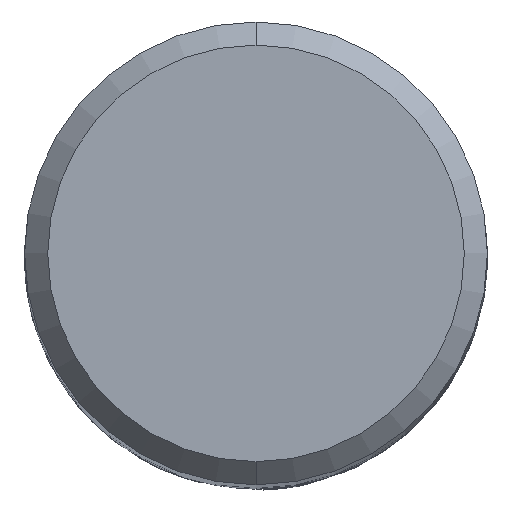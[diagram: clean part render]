
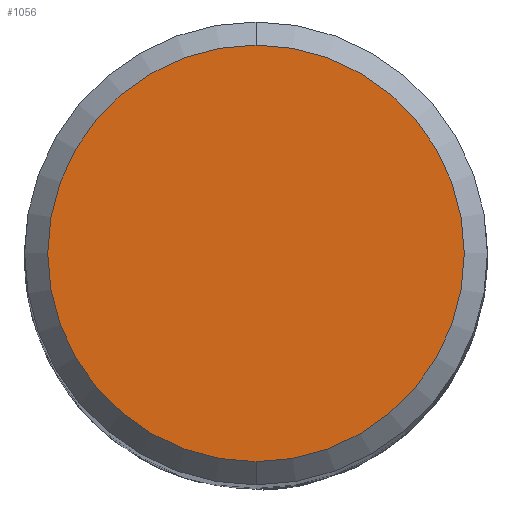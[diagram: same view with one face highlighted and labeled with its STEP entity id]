
A CAD part, top view. The second image highlights one B-rep face of the part: STEP entity #1056.
In plain terms, the highlighted planar face has unit normal (0, 0, 1).
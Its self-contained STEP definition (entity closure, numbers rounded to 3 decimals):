
#514=EDGE_CURVE('',#1152,#542,#1376,.T.);
#542=VERTEX_POINT('',#1408);
#1056=ADVANCED_FACE('',(#1967),#1968,.T.);
#1122=EDGE_CURVE('',#542,#1152,#2043,.T.);
#1152=VERTEX_POINT('',#2077);
#1376=CIRCLE('',#2674,4.5);
#1408=CARTESIAN_POINT('',(0.,-4.5,0.0));
#1967=FACE_OUTER_BOUND('',#6812,.T.);
#1968=PLANE('',#6813);
#2043=CIRCLE('',#7655,4.5);
#2077=CARTESIAN_POINT('',(0.0,4.5,0.0));
#2674=AXIS2_PLACEMENT_3D('',#9342,#9343,#9344);
#6812=EDGE_LOOP('',(#9977,#9978));
#6813=AXIS2_PLACEMENT_3D('',#9979,#9980,#9981);
#7655=AXIS2_PLACEMENT_3D('',#10085,#10086,#10087);
#9342=CARTESIAN_POINT('',(0.0,0.0,0.0));
#9343=DIRECTION('',(0.0,0.0,-1.0));
#9344=DIRECTION('',(0.0,1.0,0.0));
#9977=ORIENTED_EDGE('',*,*,#514,.F.);
#9978=ORIENTED_EDGE('',*,*,#1122,.F.);
#9979=CARTESIAN_POINT('',(0.0,2.25,0.0));
#9980=DIRECTION('',(-0.0,0.0,1.0));
#9981=DIRECTION('',(0.0,-1.0,0.0));
#10085=CARTESIAN_POINT('',(0.0,0.0,0.0));
#10086=DIRECTION('',(0.0,0.0,-1.0));
#10087=DIRECTION('',(0.0,1.0,0.0));
